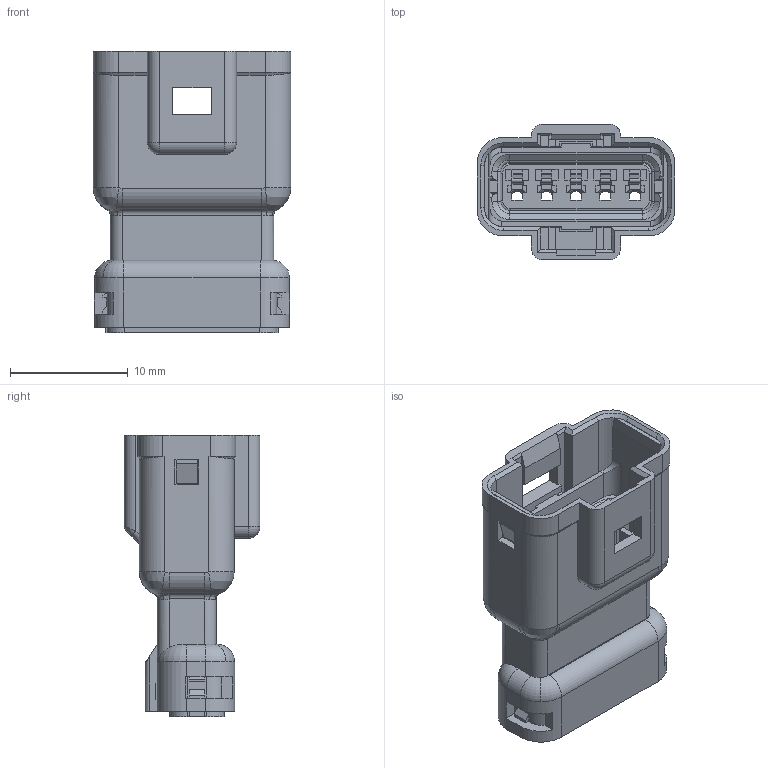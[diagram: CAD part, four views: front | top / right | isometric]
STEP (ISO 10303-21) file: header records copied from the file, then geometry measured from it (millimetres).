
FILE_DESCRIPTION (( 'STEP AP203' ), '1' );
FILE_NAME ('560-005-000-511.STEP', '2020-07-24T15:34:50', ( '' ), ( '' ), 'SwSTEP 2.0', 'SolidWorks 2020', '' );
FILE_SCHEMA (( 'CONFIG_CONTROL_DESIGN' ));
Length unit declared in the file: millimetre
Products named in the file (7): INTERNAL-WIRE-SEAL-5POS; 560-005-000-511; REAR-GASKET-5POS_ORANGE; REAR-INSULATOR-5POS; FACIAL_SEAL_5POS; MALE_HOUSING_5POS_ORANGE
Assembly tree (6 placements, depth 3):
  560-005-000-511
    560-005-000-511
      MALE_HOUSING_5POS_ORANGE
      INTERNAL-WIRE-SEAL-5POS
      FACIAL_SEAL_5POS
      REAR-GASKET-5POS_ORANGE
      REAR-INSULATOR-5POS
Bounding box: 16.8 x 11.55 x 23.98 mm (x, y, z)
Volume: 1560.8 mm3; surface area: 4052.5 mm2
Topology: 5 solids, 5 shells, 1210 faces, 3124 edges, 1926 vertices
Faces by surface type: plane 692, cylinder 241, torus 137, cone 112, bspline 26, sphere 2
Entity records: 38571 total; most frequent: CARTESIAN_POINT 8181, ORIENTED_EDGE 6244, DIRECTION 6189, EDGE_CURVE 3122, VECTOR 2197, LINE 2197, AXIS2_PLACEMENT_3D 1996, VERTEX_POINT 1926
